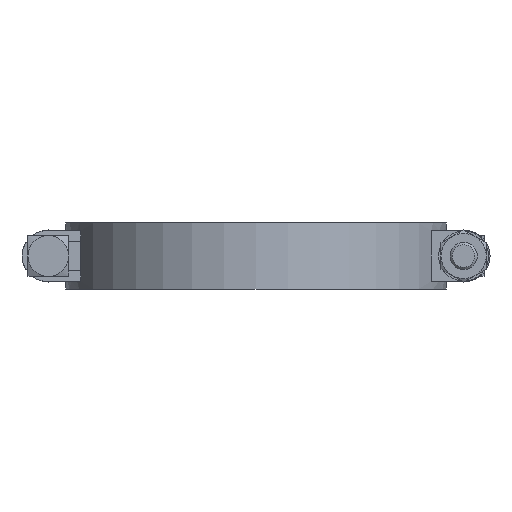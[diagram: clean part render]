
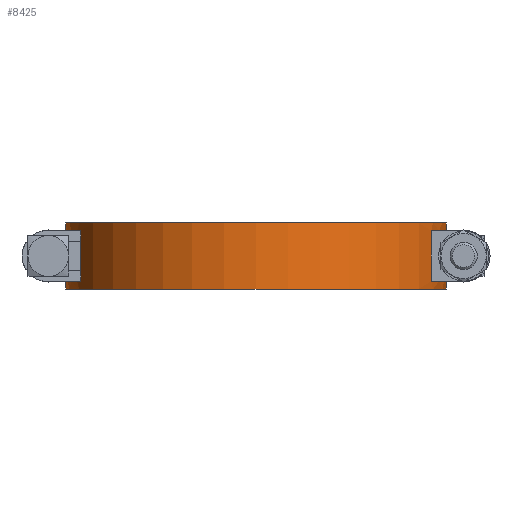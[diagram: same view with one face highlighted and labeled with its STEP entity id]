
A CAD part, front view. The second image highlights one B-rep face of the part: STEP entity #8425.
In plain terms, the highlighted cylindrical face has radius 66.695 mm (diameter 133.39 mm), a partial arc.
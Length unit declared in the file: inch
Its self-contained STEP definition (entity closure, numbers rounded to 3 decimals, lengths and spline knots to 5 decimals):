
#1267=FACE_OUTER_BOUND('',#1776,.T.);
#1776=EDGE_LOOP('',(#7519,#7520,#7521,#7522,#7523,#7524,#7525,#7526,#7527,
#7528,#7529,#7530,#7531,#7532,#7533,#7534));
#2054=CIRCLE('',#8976,2.62578);
#2055=CIRCLE('',#8978,2.62578);
#2064=CIRCLE('',#8999,2.62578);
#2065=CIRCLE('',#9001,2.62578);
#2071=CIRCLE('',#9011,2.62578);
#2072=CIRCLE('',#9015,2.62578);
#2074=CIRCLE('',#9019,2.62578);
#2075=CIRCLE('',#9021,2.62578);
#2609=LINE('',#17267,#3205);
#2612=LINE('',#17273,#3208);
#2613=LINE('',#17275,#3209);
#2630=LINE('',#17347,#3226);
#2632=LINE('',#17353,#3228);
#2634=LINE('',#17359,#3230);
#2642=LINE('',#17387,#3238);
#2643=LINE('',#17389,#3239);
#3205=VECTOR('',#10557,0.3937);
#3208=VECTOR('',#10564,0.3937);
#3209=VECTOR('',#10567,0.3937);
#3226=VECTOR('',#10624,0.3937);
#3228=VECTOR('',#10628,0.3937);
#3230=VECTOR('',#10634,0.3937);
#3238=VECTOR('',#10672,0.3937);
#3239=VECTOR('',#10673,0.3937);
#3998=VERTEX_POINT('',#17235);
#4001=VERTEX_POINT('',#17245);
#4004=VERTEX_POINT('',#17253);
#4006=VERTEX_POINT('',#17259);
#4007=VERTEX_POINT('',#17263);
#4008=VERTEX_POINT('',#17269);
#4026=VERTEX_POINT('',#17331);
#4028=VERTEX_POINT('',#17335);
#4030=VERTEX_POINT('',#17341);
#4031=VERTEX_POINT('',#17345);
#4033=VERTEX_POINT('',#17350);
#4034=VERTEX_POINT('',#17352);
#4036=VERTEX_POINT('',#17358);
#4040=VERTEX_POINT('',#17377);
#4041=VERTEX_POINT('',#17383);
#4042=VERTEX_POINT('',#17388);
#5165=EDGE_CURVE('',#4001,#4006,#2054,.T.);
#5167=EDGE_CURVE('',#4004,#4007,#2055,.T.);
#5169=EDGE_CURVE('',#4007,#3998,#2609,.T.);
#5172=EDGE_CURVE('',#4008,#4006,#2612,.T.);
#5173=EDGE_CURVE('',#3998,#4008,#2613,.T.);
#5199=EDGE_CURVE('',#4026,#4028,#2064,.T.);
#5202=EDGE_CURVE('',#4030,#4004,#2065,.T.);
#5204=EDGE_CURVE('',#4031,#4030,#2630,.T.);
#5207=EDGE_CURVE('',#4033,#4034,#2632,.T.);
#5210=EDGE_CURVE('',#4036,#4026,#2634,.T.);
#5216=EDGE_CURVE('',#4033,#4001,#2071,.T.);
#5220=EDGE_CURVE('',#4036,#4040,#2072,.T.);
#5223=EDGE_CURVE('',#4041,#4031,#2074,.T.);
#5225=EDGE_CURVE('',#4040,#4041,#2642,.T.);
#5226=EDGE_CURVE('',#4042,#4028,#2643,.T.);
#5227=EDGE_CURVE('',#4034,#4042,#2075,.T.);
#7519=ORIENTED_EDGE('',*,*,#5169,.F.);
#7520=ORIENTED_EDGE('',*,*,#5167,.F.);
#7521=ORIENTED_EDGE('',*,*,#5202,.F.);
#7522=ORIENTED_EDGE('',*,*,#5204,.F.);
#7523=ORIENTED_EDGE('',*,*,#5223,.F.);
#7524=ORIENTED_EDGE('',*,*,#5225,.F.);
#7525=ORIENTED_EDGE('',*,*,#5220,.F.);
#7526=ORIENTED_EDGE('',*,*,#5210,.T.);
#7527=ORIENTED_EDGE('',*,*,#5199,.T.);
#7528=ORIENTED_EDGE('',*,*,#5226,.F.);
#7529=ORIENTED_EDGE('',*,*,#5227,.F.);
#7530=ORIENTED_EDGE('',*,*,#5207,.F.);
#7531=ORIENTED_EDGE('',*,*,#5216,.T.);
#7532=ORIENTED_EDGE('',*,*,#5165,.T.);
#7533=ORIENTED_EDGE('',*,*,#5172,.F.);
#7534=ORIENTED_EDGE('',*,*,#5173,.F.);
#7904=CYLINDRICAL_SURFACE('',#9020,2.62578);
#8425=ADVANCED_FACE('',(#1267),#7904,.T.);
#8976=AXIS2_PLACEMENT_3D('',#17260,#10547,#10548);
#8978=AXIS2_PLACEMENT_3D('',#17264,#10552,#10553);
#8999=AXIS2_PLACEMENT_3D('',#17337,#10613,#10614);
#9001=AXIS2_PLACEMENT_3D('',#17343,#10619,#10620);
#9011=AXIS2_PLACEMENT_3D('',#17369,#10647,#10648);
#9015=AXIS2_PLACEMENT_3D('',#17378,#10658,#10659);
#9019=AXIS2_PLACEMENT_3D('',#17384,#10667,#10668);
#9020=AXIS2_PLACEMENT_3D('',#17386,#10670,#10671);
#9021=AXIS2_PLACEMENT_3D('',#17390,#10674,#10675);
#10547=DIRECTION('center_axis',(0.,0.,
1.));
#10548=DIRECTION('ref_axis',(0.,-1.,0.));
#10552=DIRECTION('center_axis',(0.,0.,
1.));
#10553=DIRECTION('ref_axis',(0.,-1.,0.));
#10557=DIRECTION('',(0.,0.,1.));
#10564=DIRECTION('',(0.,0.,1.));
#10567=DIRECTION('',(0.,0.,1.));
#10613=DIRECTION('center_axis',(0.,0.,
1.));
#10614=DIRECTION('ref_axis',(0.,-1.,0.));
#10619=DIRECTION('center_axis',(0.,0.,
1.));
#10620=DIRECTION('ref_axis',(0.,-1.,0.));
#10624=DIRECTION('',(0.,0.,1.));
#10628=DIRECTION('',(0.,0.,1.));
#10634=DIRECTION('',(0.,0.,1.));
#10647=DIRECTION('center_axis',(0.,0.,
1.));
#10648=DIRECTION('ref_axis',(0.,-1.,0.));
#10658=DIRECTION('center_axis',(0.,0.,
1.));
#10659=DIRECTION('ref_axis',(0.,-1.,0.));
#10667=DIRECTION('center_axis',(0.,0.,
-1.));
#10668=DIRECTION('ref_axis',(0.92,0.393,0.));
#10670=DIRECTION('center_axis',(0.,0.,
1.));
#10671=DIRECTION('ref_axis',(0.,-1.,0.));
#10672=DIRECTION('',(0.,0.,-1.));
#10673=DIRECTION('',(0.,0.,-1.));
#10674=DIRECTION('center_axis',(0.,0.,
1.));
#10675=DIRECTION('ref_axis',(0.,-1.,0.));
#17235=CARTESIAN_POINT('',(0.81,-1.06,0.255));
#17245=CARTESIAN_POINT('',(0.75856,-0.93,0.805));
#17253=CARTESIAN_POINT('',(0.75856,-0.93,0.105));
#17259=CARTESIAN_POINT('',(0.81,-1.06,0.805));
#17260=CARTESIAN_POINT('Origin',(3.225,-0.02922,0.805));
#17263=CARTESIAN_POINT('',(0.81,-1.06,0.105));
#17264=CARTESIAN_POINT('Origin',(3.225,-0.02922,0.105));
#17267=CARTESIAN_POINT('',(0.81,-1.06,0.));
#17269=CARTESIAN_POINT('',(0.81,-1.06,0.655));
#17273=CARTESIAN_POINT('',(0.81,-1.06,0.));
#17275=CARTESIAN_POINT('',(0.81,-1.06,0.));
#17331=CARTESIAN_POINT('',(5.64,-1.06,0.805));
#17335=CARTESIAN_POINT('',(5.84904,-0.125,0.805));
#17337=CARTESIAN_POINT('Origin',(3.225,-0.02922,0.805));
#17341=CARTESIAN_POINT('',(0.60096,-0.125,0.105));
#17343=CARTESIAN_POINT('Origin',(3.225,-0.02922,0.105));
#17345=CARTESIAN_POINT('',(0.60096,-0.125,0.));
#17347=CARTESIAN_POINT('',(0.60096,-0.125,0.0525));
#17350=CARTESIAN_POINT('',(0.60096,-0.125,0.805));
#17352=CARTESIAN_POINT('',(0.60096,-0.125,0.91));
#17353=CARTESIAN_POINT('',(0.60096,-0.125,0.8575));
#17358=CARTESIAN_POINT('',(5.64,-1.06,0.105));
#17359=CARTESIAN_POINT('',(5.64,-1.06,0.));
#17369=CARTESIAN_POINT('Origin',(3.225,-0.02922,0.805));
#17377=CARTESIAN_POINT('',(5.84904,-0.125,0.105));
#17378=CARTESIAN_POINT('Origin',(3.225,-0.02922,0.105));
#17383=CARTESIAN_POINT('',(5.84904,-0.125,0.));
#17384=CARTESIAN_POINT('Origin',(3.225,-0.02922,0.));
#17386=CARTESIAN_POINT('Origin',(3.225,-0.02922,0.));
#17387=CARTESIAN_POINT('',(5.84904,-0.125,0.0525));
#17388=CARTESIAN_POINT('',(5.84904,-0.125,0.91));
#17389=CARTESIAN_POINT('',(5.84904,-0.125,0.8575));
#17390=CARTESIAN_POINT('Origin',(3.225,-0.02922,0.91));
